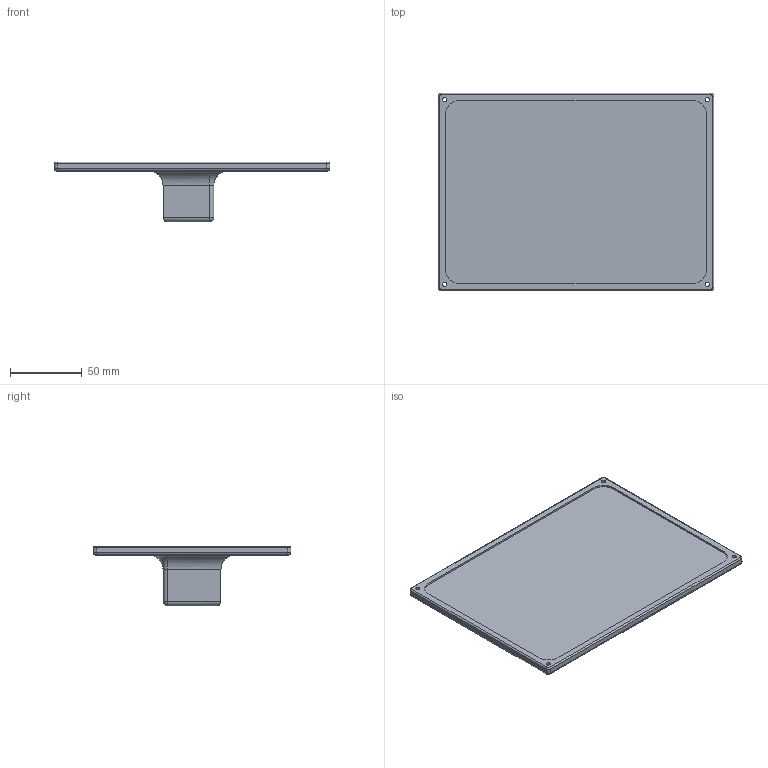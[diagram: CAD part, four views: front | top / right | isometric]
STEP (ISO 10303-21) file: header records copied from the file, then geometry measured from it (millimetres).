
FILE_DESCRIPTION(/* description */ (''),/* implementation_level */ '2;1');
FILE_NAME(/* name */ 'arm_holder_weight_holder_high.step',/* time_stamp */ '2026-02-26T00:31:42+09:00',/* author */ (''),/* organization */ (''),/* preprocessor_version */ 'ST-DEVELOPER v20.1',/* originating_system */ 'Autodesk Translation Framework v14.24.0.0',/* authorisation */ '');
FILE_SCHEMA (('AUTOMOTIVE_DESIGN { 1 0 10303 214 3 1 1 }'));
Length unit declared in the file: millimetre
Products named in the file (1): arm_holder_weight_holder_high
Bounding box: 192.5 x 138 x 41.75 mm (x, y, z)
Volume: 161101.4 mm3; surface area: 65627 mm2
Topology: 1 solids, 1 shells, 78 faces, 179 edges, 105 vertices
Faces by surface type: cylinder 39, plane 25, sphere 7, bspline 4, torus 3
Full cylindrical faces by diameter (mm): 2.93 x4, 5 x3
Entity records: 2263 total; most frequent: CARTESIAN_POINT 413, DIRECTION 412, ORIENTED_EDGE 358, EDGE_CURVE 179, AXIS2_PLACEMENT_3D 160, VERTEX_POINT 105, LINE 92, VECTOR 92
